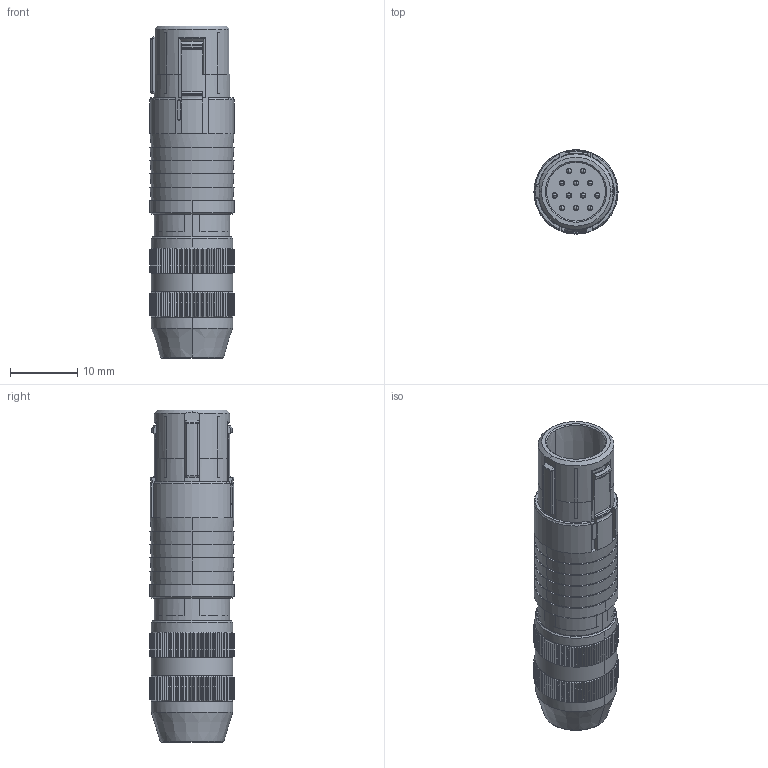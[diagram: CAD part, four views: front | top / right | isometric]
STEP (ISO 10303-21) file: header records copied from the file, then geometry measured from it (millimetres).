
FILE_DESCRIPTION((''),'2;1');
FILE_NAME('MOD00037077','2024-03-04T09:51:46',('phk'),(''),'CREO PARAMETRIC BY PTC INC, 2021184','CREO PARAMETRIC BY PTC INC, 2021184','');
FILE_SCHEMA(('AP242_MANAGED_MODEL_BASED_3D_ENGINEERING_MIM_LF { 1 0 10303 442 1 1 4 }'));
Products named in the file (1): MOD00037077
Bounding box: 12.5 x 12.5 x 49.38 mm (x, y, z)
Volume: 4593.8 mm3; surface area: 6126.2 mm2
Topology: 1 solids, 2 shells, 1137 faces, 2470 edges, 1337 vertices
Faces by surface type: plane 462, cone 455, cylinder 95, bspline 65, torus 30, sphere 28, extrusion 2
Entity records: 56730 total; most frequent: CARTESIAN_POINT 25611, ORIENTED_EDGE 4892, DIRECTION 4261, PRESENTATION_STYLE_ASSIGNMENT 2526, STYLED_ITEM 2454, CURVE_STYLE 2448, EDGE_CURVE 2446, AXIS2_PLACEMENT_3D 1773
